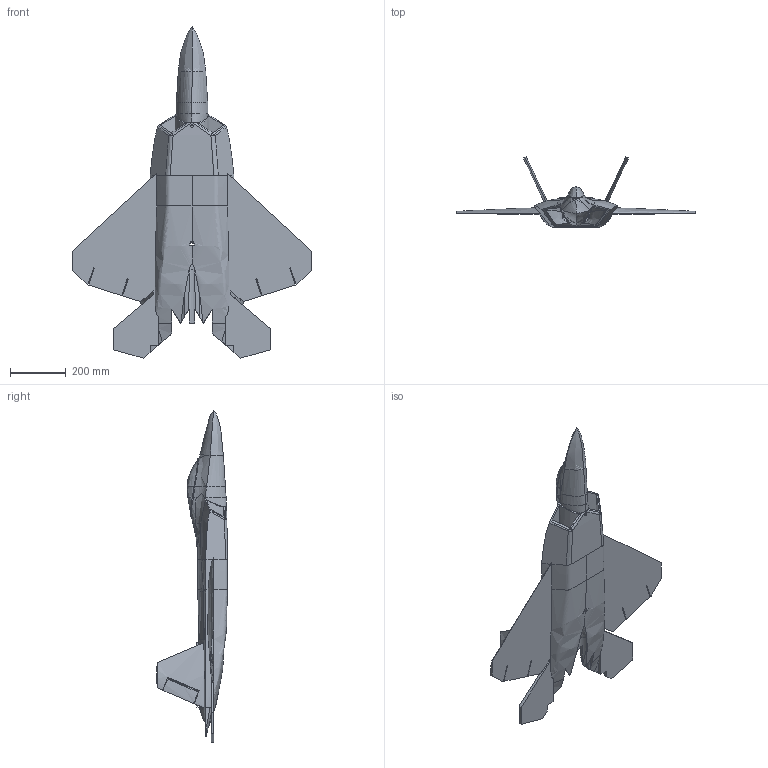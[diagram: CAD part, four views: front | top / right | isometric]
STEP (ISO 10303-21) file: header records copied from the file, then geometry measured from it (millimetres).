
FILE_DESCRIPTION(/* description */ ('STEP AP242 Edition 2','CAx-IF Rec.Pracs.---Representation and Presentation of Product Manufacturing Information (PMI)---4.0---2014-10-13','CAx-IF Rec.Pracs.---3D Tessellated Geometry---0.4---2014-09-14','2;1','CAx-IF Rec.Pracs.---User Defined Attributes---1.5---2016-08-15'),/* implementation_level */ '2;1');
FILE_NAME(/* name */ '69529a0e87691bfe44f2ce0c',/* time_stamp */ '2025-12-29T15:11:12Z',/* author */ (''),/* organization */ (''),/* preprocessor_version */ 'ST-DEVELOPER v20',/* originating_system */ 'ONSHAPE BY PTC INC, 1.208',/* authorisation */ ' ');
FILE_SCHEMA (('AP242_MANAGED_MODEL_BASED_3D_ENGINEERING_MIM_LF { 1 0 10303 442 3 1 4 }'));
Length unit declared in the file: metre
Products named in the file (2): Tutup; loft 3
Bounding box: 852.83 x 252.6 x 1186.09 mm (x, y, z)
Volume: 14925970.5 mm3; surface area: 1565245.1 mm2
Topology: 2 solids, 2 shells, 330 faces, 938 edges, 591 vertices
Faces by surface type: plane 157, bspline 145, cylinder 26, torus 2
Full cylindrical faces by diameter (mm): 10 x1, 82 x1
Entity records: 21993 total; most frequent: CARTESIAN_POINT 14783, ORIENTED_EDGE 1838, EDGE_CURVE 919, DIRECTION 856, VERTEX_POINT 590, B_SPLINE_CURVE_WITH_KNOTS 510, EDGE_LOOP 341, FACE_BOUND 341
